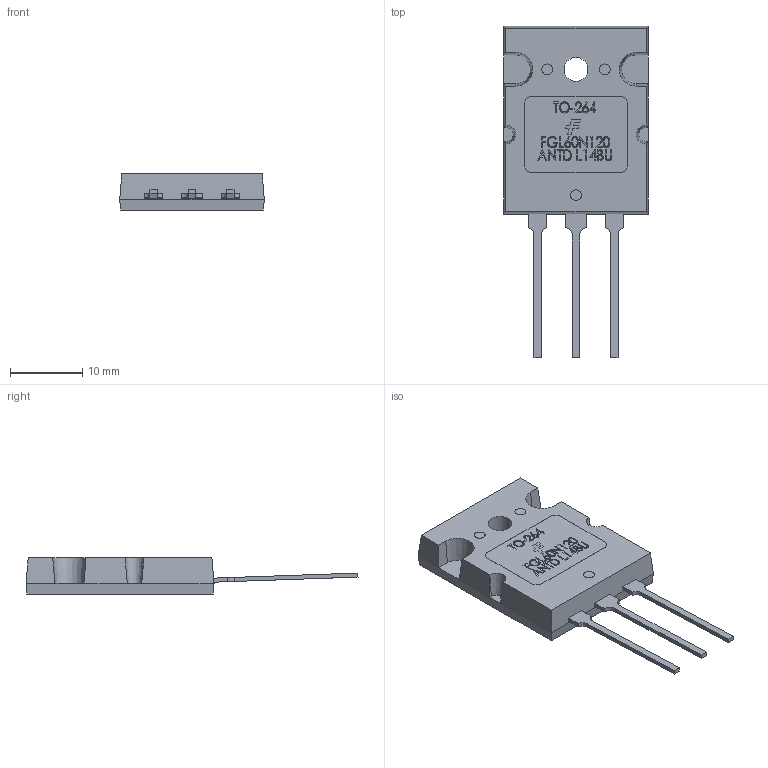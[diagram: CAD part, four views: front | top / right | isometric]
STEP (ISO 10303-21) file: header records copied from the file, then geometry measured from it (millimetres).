
FILE_DESCRIPTION (( 'STEP AP214' ), '1' );
FILE_NAME ('TO-264 (FGL60N120).STEP', '2023-06-26T11:04:26', ( '' ), ( '' ), 'SwSTEP 2.0', 'SolidWorks 2021', '' );
FILE_SCHEMA (( 'AUTOMOTIVE_DESIGN' ));
Length unit declared in the file: millimetre
Products named in the file (1): TO-264 (FGL60N120)
Bounding box: 20 x 45.9 x 5 mm (x, y, z)
Volume: 2419.5 mm3; surface area: 1752 mm2
Topology: 1 solids, 1 shells, 392 faces, 1014 edges, 669 vertices
Faces by surface type: plane 271, bspline 88, cylinder 25, cone 8
Entity records: 18066 total; most frequent: CARTESIAN_POINT 8356, ORIENTED_EDGE 2028, DIRECTION 1515, EDGE_CURVE 1014, LINE 771, VECTOR 771, VERTEX_POINT 669, EDGE_LOOP 439
